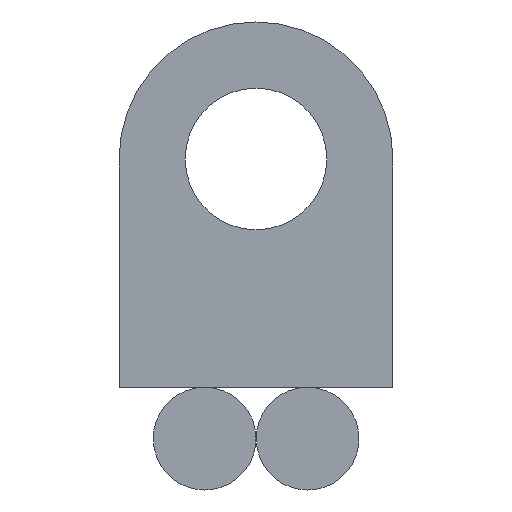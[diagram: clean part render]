
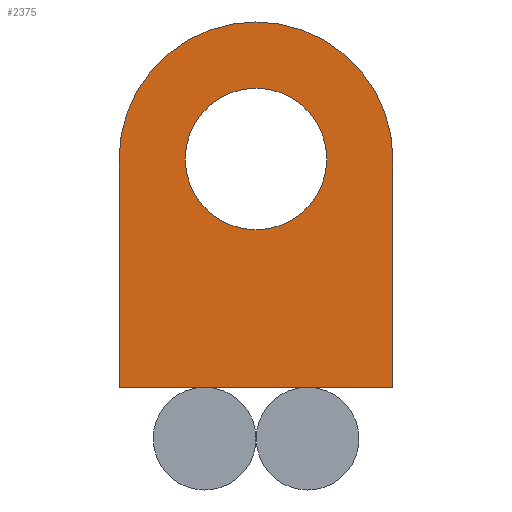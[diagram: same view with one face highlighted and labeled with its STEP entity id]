
A CAD part, front view. The second image highlights one B-rep face of the part: STEP entity #2375.
In plain terms, the highlighted planar face has unit normal (0, -1, 0).
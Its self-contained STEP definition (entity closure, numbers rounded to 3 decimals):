
#9 = CARTESIAN_POINT ( 'NONE',  ( -3.1, 0., 0. ) ) ;
#46 = VERTEX_POINT ( 'NONE', #1174 ) ;
#89 = LINE ( 'NONE', #1284, #588 ) ;
#110 = CARTESIAN_POINT ( 'NONE',  ( 3.1, 0., 0. ) ) ;
#162 = CARTESIAN_POINT ( 'NONE',  ( 6., 0., 0. ) ) ;
#230 = DIRECTION ( 'NONE',  ( 1., 0., 0. ) ) ;
#325 = DIRECTION ( 'NONE',  ( 1., 0., 0. ) ) ;
#346 = PLANE ( 'NONE',  #2415 ) ;
#365 = CARTESIAN_POINT ( 'NONE',  ( 0., 0., 0. ) ) ;
#374 = ORIENTED_EDGE ( 'NONE', *, *, #2752, .T. ) ;
#401 = LINE ( 'NONE', #2330, #668 ) ;
#445 = DIRECTION ( 'NONE',  ( 1., 0., 0. ) ) ;
#462 = CARTESIAN_POINT ( 'NONE',  ( 6., 0., -10. ) ) ;
#557 = CIRCLE ( 'NONE', #1170, 3.1 ) ;
#588 = VECTOR ( 'NONE', #2697, 1000. ) ;
#635 = CARTESIAN_POINT ( 'NONE',  ( -6., 0., -10. ) ) ;
#660 = VERTEX_POINT ( 'NONE', #635 ) ;
#668 = VECTOR ( 'NONE', #2106, 1000. ) ;
#703 = DIRECTION ( 'NONE',  ( 0., 0., -1. ) ) ;
#1107 = FACE_BOUND ( 'NONE', #2515, .T. ) ;
#1132 = EDGE_CURVE ( 'NONE', #46, #2276, #2591, .T. ) ;
#1170 = AXIS2_PLACEMENT_3D ( 'NONE', #2585, #1871, #445 ) ;
#1174 = CARTESIAN_POINT ( 'NONE',  ( -6., 0., 0. ) ) ;
#1194 = VERTEX_POINT ( 'NONE', #110 ) ;
#1235 = EDGE_CURVE ( 'NONE', #1814, #1194, #557, .T. ) ;
#1284 = CARTESIAN_POINT ( 'NONE',  ( -6., 0., 0. ) ) ;
#1338 = EDGE_CURVE ( 'NONE', #2580, #660, #401, .T. ) ;
#1386 = DIRECTION ( 'NONE',  ( 0., 1., 0. ) ) ;
#1469 = AXIS2_PLACEMENT_3D ( 'NONE', #2483, #2498, #1790 ) ;
#1488 = EDGE_CURVE ( 'NONE', #660, #46, #89, .T. ) ;
#1586 = ORIENTED_EDGE ( 'NONE', *, *, #1235, .T. ) ;
#1632 = LINE ( 'NONE', #162, #1954 ) ;
#1755 = FACE_OUTER_BOUND ( 'NONE', #2248, .T. ) ;
#1790 = DIRECTION ( 'NONE',  ( 1., 0., 0. ) ) ;
#1814 = VERTEX_POINT ( 'NONE', #9 ) ;
#1864 = ORIENTED_EDGE ( 'NONE', *, *, #1488, .F. ) ;
#1871 = DIRECTION ( 'NONE',  ( 0., 1., 0. ) ) ;
#1954 = VECTOR ( 'NONE', #703, 1000. ) ;
#2087 = ORIENTED_EDGE ( 'NONE', *, *, #1338, .F. ) ;
#2106 = DIRECTION ( 'NONE',  ( -1., 0., 0. ) ) ;
#2248 = EDGE_LOOP ( 'NONE', ( #2087, #2879, #2514, #1864 ) ) ;
#2276 = VERTEX_POINT ( 'NONE', #2467 ) ;
#2330 = CARTESIAN_POINT ( 'NONE',  ( -6., 0., -10. ) ) ;
#2375 = ADVANCED_FACE ( 'Defeature ausgef�hrt1_14', ( #1107, #1755 ), #346, .F. ) ;
#2415 = AXIS2_PLACEMENT_3D ( 'NONE', #365, #2990, #325 ) ;
#2463 = AXIS2_PLACEMENT_3D ( 'NONE', #2635, #1386, #230 ) ;
#2467 = CARTESIAN_POINT ( 'NONE',  ( 6., 0., 0. ) ) ;
#2483 = CARTESIAN_POINT ( 'NONE',  ( 0., 0., 0. ) ) ;
#2498 = DIRECTION ( 'NONE',  ( 0., 1., 0. ) ) ;
#2514 = ORIENTED_EDGE ( 'NONE', *, *, #1132, .F. ) ;
#2515 = EDGE_LOOP ( 'NONE', ( #1586, #374 ) ) ;
#2542 = EDGE_CURVE ( 'NONE', #2276, #2580, #1632, .T. ) ;
#2580 = VERTEX_POINT ( 'NONE', #462 ) ;
#2585 = CARTESIAN_POINT ( 'NONE',  ( 0., 0., 0. ) ) ;
#2591 = CIRCLE ( 'NONE', #1469, 6. ) ;
#2635 = CARTESIAN_POINT ( 'NONE',  ( 0., 0., 0. ) ) ;
#2697 = DIRECTION ( 'NONE',  ( 0., 0., 1. ) ) ;
#2752 = EDGE_CURVE ( 'NONE', #1194, #1814, #3020, .T. ) ;
#2879 = ORIENTED_EDGE ( 'NONE', *, *, #2542, .F. ) ;
#2990 = DIRECTION ( 'NONE',  ( 0., 1., 0. ) ) ;
#3020 = CIRCLE ( 'NONE', #2463, 3.1 ) ;
